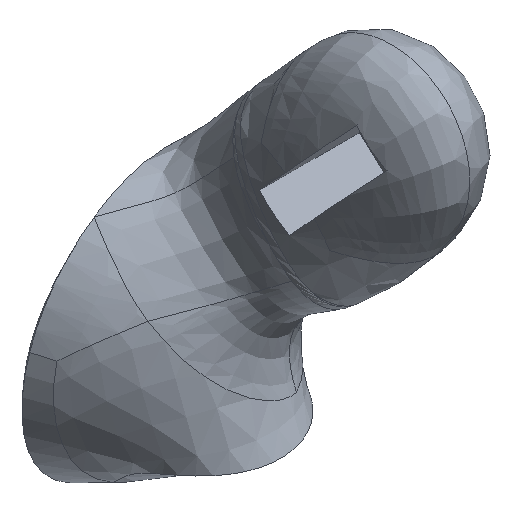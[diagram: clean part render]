
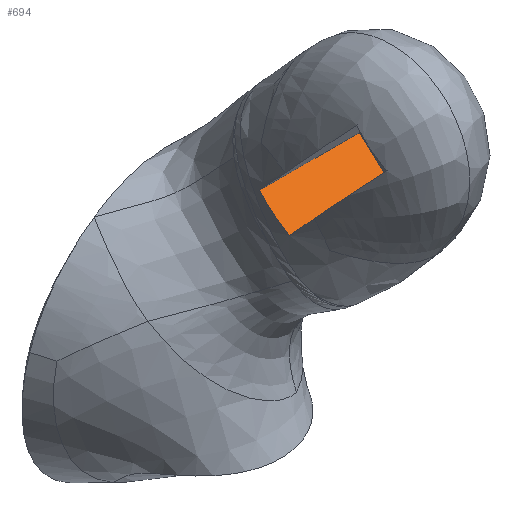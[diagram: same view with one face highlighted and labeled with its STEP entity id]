
A CAD part, isometric view. The second image highlights one B-rep face of the part: STEP entity #694.
In plain terms, the highlighted planar face has unit normal (0, -0.676, 0.737).
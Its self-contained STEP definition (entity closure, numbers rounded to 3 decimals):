
#155 = CARTESIAN_POINT ( 'NONE',  ( 22., -31.51, 38.795 ) ) ;
#418 = EDGE_CURVE ( 'NONE', #738, #6820, #7940, .T. ) ;
#424 = CARTESIAN_POINT ( 'NONE',  ( 22., -38.145, 32.714 ) ) ;
#545 = VERTEX_POINT ( 'NONE', #155 ) ;
#694 = ADVANCED_FACE ( 'NONE', ( #6251 ), #6144, .T. ) ;
#738 = VERTEX_POINT ( 'NONE', #3487 ) ;
#914 = CARTESIAN_POINT ( 'NONE',  ( -1.417, -31.51, 38.795 ) ) ;
#1122 = VECTOR ( 'NONE', #1175, 1000. ) ;
#1175 = DIRECTION ( 'NONE',  ( -1., 0., 0. ) ) ;
#1229 = AXIS2_PLACEMENT_3D ( 'NONE', #6791, #4811, #7378 ) ;
#1503 = ORIENTED_EDGE ( 'NONE', *, *, #3060, .F. ) ;
#1508 = CARTESIAN_POINT ( 'NONE',  ( -1.462, -35.941, 34.734 ) ) ;
#1513 = VECTOR ( 'NONE', #1906, 1000. ) ;
#1823 = LINE ( 'NONE', #424, #4865 ) ;
#1906 = DIRECTION ( 'NONE',  ( -1., 0., 0. ) ) ;
#2273 = ORIENTED_EDGE ( 'NONE', *, *, #7804, .T. ) ;
#3060 = EDGE_CURVE ( 'NONE', #3768, #738, #3428, .T. ) ;
#3361 = CARTESIAN_POINT ( 'NONE',  ( -1.067, -38.145, 32.714 ) ) ;
#3428 = LINE ( 'NONE', #5825, #1513 ) ;
#3487 = CARTESIAN_POINT ( 'NONE',  ( -1.067, -38.145, 32.714 ) ) ;
#3768 = VERTEX_POINT ( 'NONE', #7755 ) ;
#4002 = CARTESIAN_POINT ( 'NONE',  ( -1.583, -33.729, 36.76 ) ) ;
#4188 = CARTESIAN_POINT ( 'NONE',  ( -1.417, -31.51, 38.795 ) ) ;
#4811 = DIRECTION ( 'NONE',  ( 0., -0.676, 0.737 ) ) ;
#4865 = VECTOR ( 'NONE', #5635, 1000. ) ;
#4889 = EDGE_LOOP ( 'NONE', ( #1503, #6306, #2273, #7747 ) ) ;
#5635 = DIRECTION ( 'NONE',  ( 0., 0.737, 0.676 ) ) ;
#5748 = LINE ( 'NONE', #7829, #1122 ) ;
#5825 = CARTESIAN_POINT ( 'NONE',  ( 22., -38.145, 32.714 ) ) ;
#5954 = CARTESIAN_POINT ( 'NONE',  ( -1.312, -37.044, 33.723 ) ) ;
#5984 = CARTESIAN_POINT ( 'NONE',  ( -1.553, -32.621, 37.776 ) ) ;
#6144 = PLANE ( 'NONE',  #1229 ) ;
#6251 = FACE_OUTER_BOUND ( 'NONE', #4889, .T. ) ;
#6306 = ORIENTED_EDGE ( 'NONE', *, *, #8256, .T. ) ;
#6791 = CARTESIAN_POINT ( 'NONE',  ( 22., -38.145, 32.714 ) ) ;
#6820 = VERTEX_POINT ( 'NONE', #4188 ) ;
#7378 = DIRECTION ( 'NONE',  ( 0., -0.737, -0.676 ) ) ;
#7747 = ORIENTED_EDGE ( 'NONE', *, *, #418, .F. ) ;
#7755 = CARTESIAN_POINT ( 'NONE',  ( 22., -38.145, 32.714 ) ) ;
#7804 = EDGE_CURVE ( 'NONE', #545, #6820, #5748, .T. ) ;
#7829 = CARTESIAN_POINT ( 'NONE',  ( 22., -31.51, 38.795 ) ) ;
#7940 = B_SPLINE_CURVE_WITH_KNOTS ( 'NONE', 3,
 ( #3361, #5954, #1508, #4002, #5984, #914 ),
 .UNSPECIFIED., .F., .F.,
 ( 4, 2, 4 ),
 ( 0., 0.005, 0.009 ),
 .UNSPECIFIED. ) ;
#8256 = EDGE_CURVE ( 'NONE', #3768, #545, #1823, .T. ) ;
